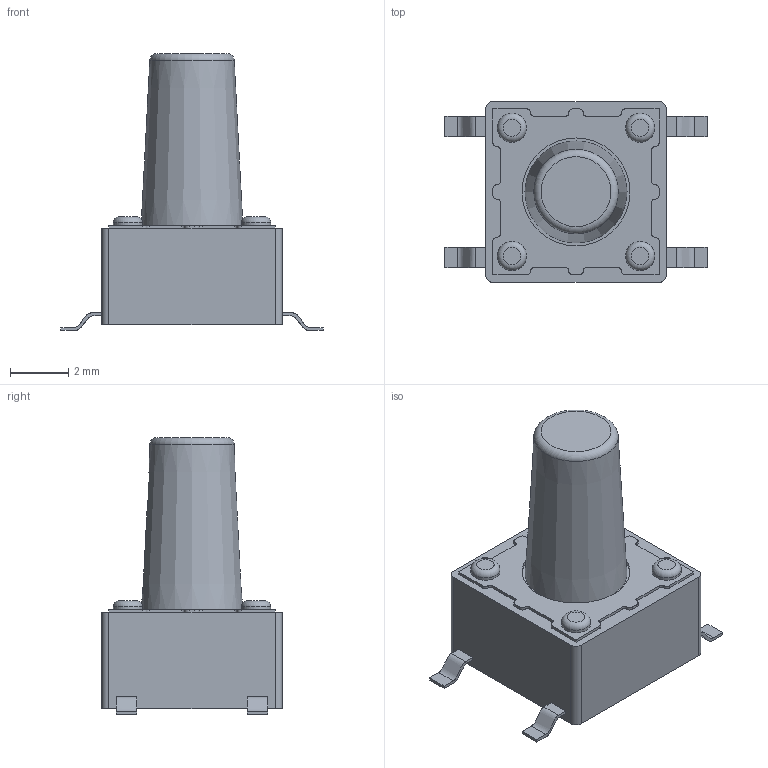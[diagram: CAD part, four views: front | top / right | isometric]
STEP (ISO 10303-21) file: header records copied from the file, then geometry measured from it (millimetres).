
FILE_DESCRIPTION(/* description */ (''),/* implementation_level */ '2;1');
FILE_NAME(/* name */ 'DTSM-65R-V-B.step',/* time_stamp */ '2019-06-07T23:57:39+02:00',/* author */ (''),/* organization */ (''),/* preprocessor_version */ 'ST-DEVELOPER v18',/* originating_system */ 'Autodesk Translation Framework v8.2.0.1029',/* authorisation */ '');
FILE_SCHEMA (('AUTOMOTIVE_DESIGN { 1 0 10303 214 3 1 1 }'));
Length unit declared in the file: millimetre
Products named in the file (1): DTSM-65R-V-B
Bounding box: 9 x 6.2 x 9.5 mm (x, y, z)
Volume: 177.8 mm3; surface area: 284.2 mm2
Topology: 7 solids, 7 shells, 125 faces, 322 edges, 215 vertices
Faces by surface type: plane 66, cylinder 45, bspline 8, torus 5, cone 1
Full cylindrical faces by diameter (mm): 1 x8, 3.7 x1
Entity records: 4116 total; most frequent: CARTESIAN_POINT 959, DIRECTION 650, ORIENTED_EDGE 644, EDGE_CURVE 322, AXIS2_PLACEMENT_3D 226, VERTEX_POINT 215, LINE 198, VECTOR 198
